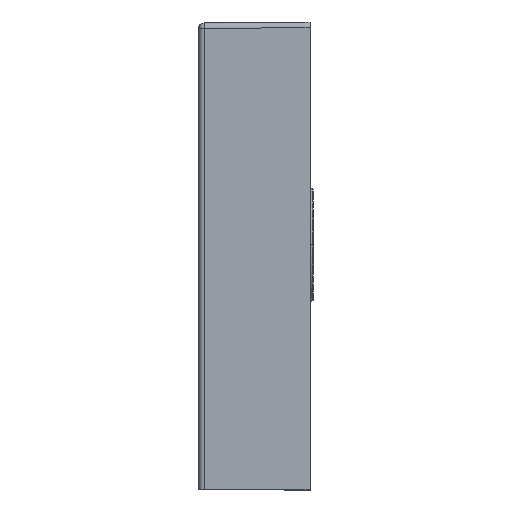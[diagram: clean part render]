
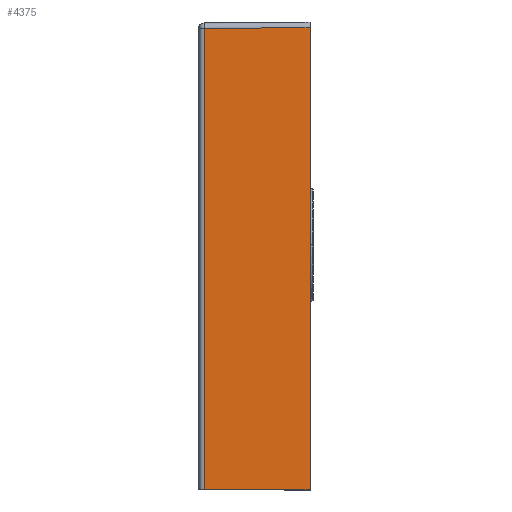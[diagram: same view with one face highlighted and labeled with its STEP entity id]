
A CAD part, left-side view. The second image highlights one B-rep face of the part: STEP entity #4375.
In plain terms, the highlighted planar face has unit normal (-1, 0.009, 0).
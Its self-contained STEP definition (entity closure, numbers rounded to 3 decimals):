
#27 = ORIENTED_EDGE ( 'NONE', *, *, #6419, .F. ) ;
#210 = VERTEX_POINT ( 'NONE', #5513 ) ;
#278 = DIRECTION ( 'NONE',  ( 0., 0., -1. ) ) ;
#483 = VERTEX_POINT ( 'NONE', #4792 ) ;
#507 = ORIENTED_EDGE ( 'NONE', *, *, #4798, .T. ) ;
#855 = CARTESIAN_POINT ( 'NONE',  ( -249.171, -4.956, 194.171 ) ) ;
#909 = VECTOR ( 'NONE', #278, 1000. ) ;
#987 = DIRECTION ( 'NONE',  ( -1., 0.009, 0. ) ) ;
#1168 = ORIENTED_EDGE ( 'NONE', *, *, #2769, .F. ) ;
#1217 = CARTESIAN_POINT ( 'NONE',  ( -249.171, -4.956, -220. ) ) ;
#1381 = CARTESIAN_POINT ( 'NONE',  ( -250.262, -129.998, -220. ) ) ;
#1413 = AXIS2_PLACEMENT_3D ( 'NONE', #5516, #987, #2990 ) ;
#1473 = FACE_OUTER_BOUND ( 'NONE', #2841, .T. ) ;
#1796 = DIRECTION ( 'NONE',  ( 0.009, 1., -0.009 ) ) ;
#1828 = VECTOR ( 'NONE', #1796, 1000. ) ;
#2570 = CARTESIAN_POINT ( 'NONE',  ( -249.171, -4.956, -220. ) ) ;
#2766 = LINE ( 'NONE', #4786, #909 ) ;
#2769 = EDGE_CURVE ( 'NONE', #483, #5413, #5917, .T. ) ;
#2841 = EDGE_LOOP ( 'NONE', ( #507, #3554, #1168, #27 ) ) ;
#2990 = DIRECTION ( 'NONE',  ( -0.009, -1., 0. ) ) ;
#3122 = VECTOR ( 'NONE', #3231, 1000. ) ;
#3231 = DIRECTION ( 'NONE',  ( 0., 0., -1. ) ) ;
#3393 = DIRECTION ( 'NONE',  ( 0.009, 1., 0. ) ) ;
#3492 = PLANE ( 'NONE',  #1413 ) ;
#3549 = EDGE_CURVE ( 'NONE', #4249, #5413, #5748, .T. ) ;
#3554 = ORIENTED_EDGE ( 'NONE', *, *, #3549, .T. ) ;
#4249 = VERTEX_POINT ( 'NONE', #855 ) ;
#4314 = LINE ( 'NONE', #6349, #1828 ) ;
#4375 = ADVANCED_FACE ( 'NONE', ( #1473 ), #3492, .T. ) ;
#4786 = CARTESIAN_POINT ( 'NONE',  ( -250., -100., -220. ) ) ;
#4792 = CARTESIAN_POINT ( 'NONE',  ( -250., -100., -220. ) ) ;
#4798 = EDGE_CURVE ( 'NONE', #210, #4249, #4314, .T. ) ;
#5413 = VERTEX_POINT ( 'NONE', #2570 ) ;
#5513 = CARTESIAN_POINT ( 'NONE',  ( -250., -100., 195. ) ) ;
#5516 = CARTESIAN_POINT ( 'NONE',  ( -250., -100., -220. ) ) ;
#5658 = VECTOR ( 'NONE', #3393, 1000. ) ;
#5748 = LINE ( 'NONE', #1217, #3122 ) ;
#5917 = LINE ( 'NONE', #1381, #5658 ) ;
#6349 = CARTESIAN_POINT ( 'NONE',  ( -249.968, -96.379, 194.969 ) ) ;
#6419 = EDGE_CURVE ( 'NONE', #210, #483, #2766, .T. ) ;
